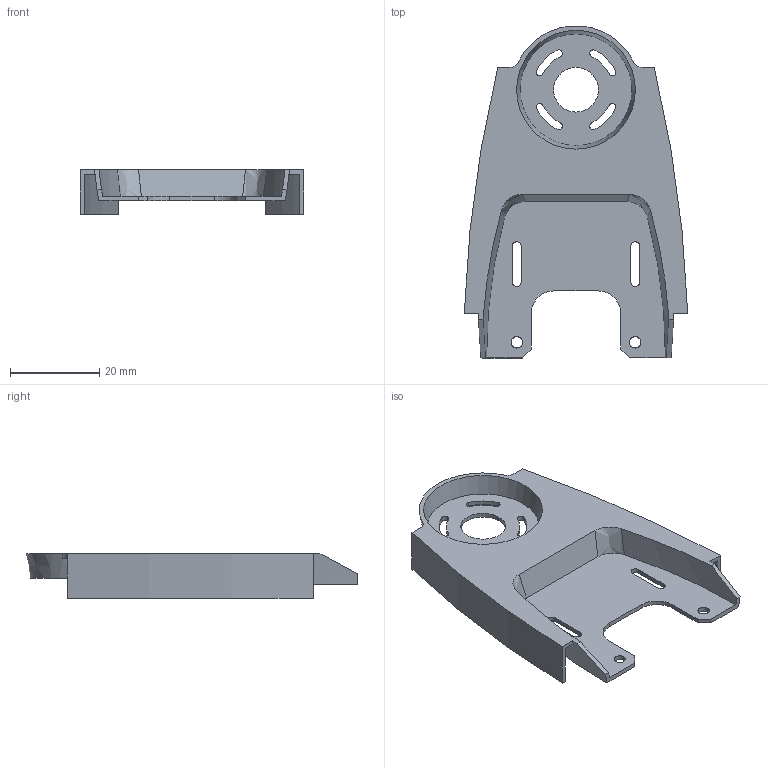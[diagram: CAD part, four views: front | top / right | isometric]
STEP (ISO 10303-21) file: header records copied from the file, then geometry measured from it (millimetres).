
FILE_DESCRIPTION (( 'STEP AP214' ), '1' );
FILE_NAME ('Part28.STEP', '2025-03-03T12:54:13', ( '' ), ( '' ), 'SwSTEP 2.0', 'SolidWorks 2024', '' );
FILE_SCHEMA (( 'AUTOMOTIVE_DESIGN' ));
Length unit declared in the file: millimetre
Products named in the file (1): Part28
Bounding box: 50 x 74.26 x 10 mm (x, y, z)
Volume: 4367 mm3; surface area: 9182.6 mm2
Topology: 1 solids, 1 shells, 81 faces, 230 edges, 152 vertices
Faces by surface type: cylinder 36, plane 27, cone 12, bspline 6
Entity records: 2921 total; most frequent: CARTESIAN_POINT 758, ORIENTED_EDGE 460, DIRECTION 444, EDGE_CURVE 230, AXIS2_PLACEMENT_3D 172, VERTEX_POINT 152, LINE 100, EDGE_LOOP 100
